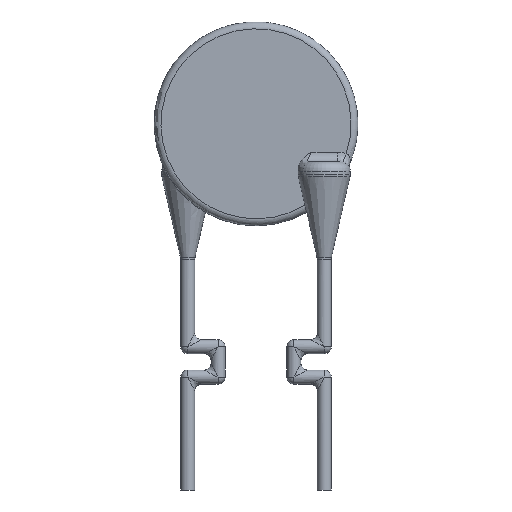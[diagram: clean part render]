
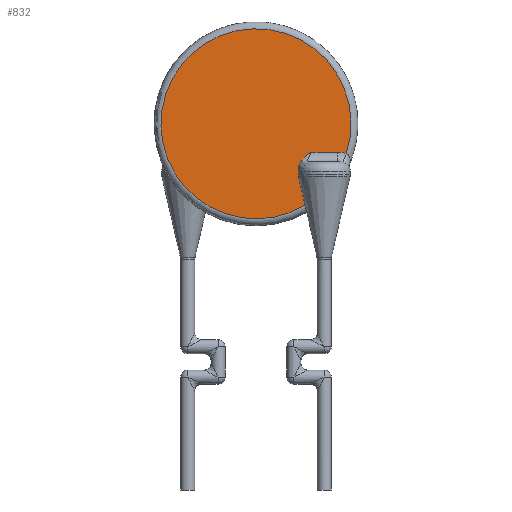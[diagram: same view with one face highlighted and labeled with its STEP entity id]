
A CAD part, front view. The second image highlights one B-rep face of the part: STEP entity #832.
In plain terms, the highlighted planar face has unit normal (0, -1, 0).
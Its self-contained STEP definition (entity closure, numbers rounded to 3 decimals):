
#52=LINE($,#1663,#60);
#53=LINE($,#1672,#61);
#54=LINE($,#1721,#62);
#60=VECTOR($,#1050,1.067);
#61=VECTOR($,#1061,0.204);
#62=VECTOR($,#1062,0.975);
#130=B_SPLINE_CURVE_WITH_KNOTS($,3,(#1674,#1675,#1676,#1677,#1678,#1679,
#1680,#1681,#1682,#1683,#1684,#1685,#1686,#1687,#1688,#1689,#1690,#1691,
#1692,#1693,#1694,#1695,#1696,#1697,#1698,#1699,#1700,#1701,#1702,#1703,
#1704,#1705,#1706,#1707,#1708,#1709,#1710,#1711,#1712,#1713,#1714,#1715,
#1716,#1717,#1718,#1719),.UNSPECIFIED.,.F.,.F.,(4,3,3,3,3,3,3,3,3,3,3,3,
3,3,3,4),(-0.107,-0.107,-0.106,-0.099,
-0.093,-0.088,-0.083,-0.078,
-0.072,-0.065,-0.057,-0.048,
-0.038,-0.026,-0.011,0.),
 .UNSPECIFIED.);
#131=B_SPLINE_CURVE_WITH_KNOTS($,3,(#1722,#1723,#1724,#1725,#1726,#1727,
#1728,#1729),.UNSPECIFIED.,.F.,.F.,(4,1,1,1,1,4),(0.,0.2,0.4,0.6,0.8,1.),
 .UNSPECIFIED.);
#177=FACE_OUTER_BOUND($,#246,.T.);
#246=EDGE_LOOP($,(#605,#606,#607,#608,#609,#610,#611));
#322=CIRCLE($,#907,3.45);
#328=CIRCLE($,#915,0.35);
#381=VERTEX_POINT($,#1398);
#382=VERTEX_POINT($,#1411);
#388=VERTEX_POINT($,#1661);
#390=VERTEX_POINT($,#1667);
#391=VERTEX_POINT($,#1671);
#392=VERTEX_POINT($,#1673);
#393=VERTEX_POINT($,#1720);
#459=EDGE_CURVE($,#382,#381,#322,.T.);
#469=EDGE_CURVE($,#381,#388,#52,.T.);
#472=EDGE_CURVE($,#388,#390,#328,.T.);
#473=EDGE_CURVE($,#390,#391,#53,.T.);
#474=EDGE_CURVE($,#392,#391,#130,.T.);
#475=EDGE_CURVE($,#393,#392,#54,.T.);
#476=EDGE_CURVE($,#393,#382,#131,.T.);
#605=ORIENTED_EDGE($,*,*,#473,.T.);
#606=ORIENTED_EDGE($,*,*,#474,.F.);
#607=ORIENTED_EDGE($,*,*,#475,.F.);
#608=ORIENTED_EDGE($,*,*,#476,.T.);
#609=ORIENTED_EDGE($,*,*,#459,.T.);
#610=ORIENTED_EDGE($,*,*,#469,.T.);
#611=ORIENTED_EDGE($,*,*,#472,.T.);
#815=PLANE($,#916);
#832=ADVANCED_FACE($,(#177),#815,.T.);
#907=AXIS2_PLACEMENT_3D($,#1412,#1040,#1041);
#915=AXIS2_PLACEMENT_3D($,#1669,#1057,#1058);
#916=AXIS2_PLACEMENT_3D($,#1670,#1059,#1060);
#1040=DIRECTION('center_axis',(0.,-1.,0.));
#1041=DIRECTION('ref_axis',(0.949,0.,-0.314));
#1050=DIRECTION($,(-0.226,0.,0.974));
#1057=DIRECTION('center_axis',(0.,1.,0.));
#1058=DIRECTION('ref_axis',(-0.974,0.,-0.226));
#1059=DIRECTION('center_axis',(0.,-1.,0.));
#1060=DIRECTION('ref_axis',(1.,0.,0.));
#1061=DIRECTION($,(0.,0.,1.));
#1062=DIRECTION($,(-1.,0.,0.));
#1398=CARTESIAN_POINT('',(1.778,-0.6,6.738));
#1411=CARTESIAN_POINT('',(3.276,-0.6,8.612));
#1412=CARTESIAN_POINT('Origin',(0.,-0.6,
9.695));
#1661=CARTESIAN_POINT('',(1.537,-0.6,7.778));
#1663=CARTESIAN_POINT($,(1.778,-0.6,6.738));
#1667=CARTESIAN_POINT('',(1.528,-0.6,7.857));
#1669=CARTESIAN_POINT('Origin',(1.878,-0.6,7.857));
#1670=CARTESIAN_POINT('Origin',(0.,-0.6,
9.695));
#1671=CARTESIAN_POINT('',(1.528,-0.6,8.061));
#1672=CARTESIAN_POINT($,(1.528,-0.6,7.857));
#1673=CARTESIAN_POINT('',(1.991,-0.6,8.667));
#1674=CARTESIAN_POINT('Ctrl Pts',(1.991,-0.6,8.667));
#1675=CARTESIAN_POINT('Ctrl Pts',(1.99,-0.6,8.666));
#1676=CARTESIAN_POINT('Ctrl Pts',(1.989,-0.6,8.666));
#1677=CARTESIAN_POINT('Ctrl Pts',(1.989,-0.6,8.665));
#1678=CARTESIAN_POINT('Ctrl Pts',(1.988,-0.6,8.665));
#1679=CARTESIAN_POINT('Ctrl Pts',(1.988,-0.6,8.664));
#1680=CARTESIAN_POINT('Ctrl Pts',(1.987,-0.6,8.664));
#1681=CARTESIAN_POINT('Ctrl Pts',(1.98,-0.6,8.656));
#1682=CARTESIAN_POINT('Ctrl Pts',(1.972,-0.6,8.649));
#1683=CARTESIAN_POINT('Ctrl Pts',(1.963,-0.6,8.641));
#1684=CARTESIAN_POINT('Ctrl Pts',(1.955,-0.6,8.634));
#1685=CARTESIAN_POINT('Ctrl Pts',(1.947,-0.6,8.627));
#1686=CARTESIAN_POINT('Ctrl Pts',(1.938,-0.6,8.619));
#1687=CARTESIAN_POINT('Ctrl Pts',(1.931,-0.6,8.613));
#1688=CARTESIAN_POINT('Ctrl Pts',(1.923,-0.6,8.606));
#1689=CARTESIAN_POINT('Ctrl Pts',(1.914,-0.6,8.6));
#1690=CARTESIAN_POINT('Ctrl Pts',(1.906,-0.6,8.594));
#1691=CARTESIAN_POINT('Ctrl Pts',(1.898,-0.6,8.587));
#1692=CARTESIAN_POINT('Ctrl Pts',(1.89,-0.6,8.581));
#1693=CARTESIAN_POINT('Ctrl Pts',(1.881,-0.6,8.574));
#1694=CARTESIAN_POINT('Ctrl Pts',(1.872,-0.6,8.568));
#1695=CARTESIAN_POINT('Ctrl Pts',(1.863,-0.6,8.561));
#1696=CARTESIAN_POINT('Ctrl Pts',(1.853,-0.6,8.553));
#1697=CARTESIAN_POINT('Ctrl Pts',(1.842,-0.6,8.545));
#1698=CARTESIAN_POINT('Ctrl Pts',(1.832,-0.6,8.538));
#1699=CARTESIAN_POINT('Ctrl Pts',(1.819,-0.6,8.528));
#1700=CARTESIAN_POINT('Ctrl Pts',(1.807,-0.6,8.519));
#1701=CARTESIAN_POINT('Ctrl Pts',(1.795,-0.6,8.51));
#1702=CARTESIAN_POINT('Ctrl Pts',(1.78,-0.6,8.499));
#1703=CARTESIAN_POINT('Ctrl Pts',(1.766,-0.6,8.487));
#1704=CARTESIAN_POINT('Ctrl Pts',(1.752,-0.6,8.476));
#1705=CARTESIAN_POINT('Ctrl Pts',(1.736,-0.6,8.462));
#1706=CARTESIAN_POINT('Ctrl Pts',(1.721,-0.6,8.448));
#1707=CARTESIAN_POINT('Ctrl Pts',(1.706,-0.6,8.434));
#1708=CARTESIAN_POINT('Ctrl Pts',(1.688,-0.6,8.417));
#1709=CARTESIAN_POINT('Ctrl Pts',(1.672,-0.6,8.4));
#1710=CARTESIAN_POINT('Ctrl Pts',(1.655,-0.6,8.38));
#1711=CARTESIAN_POINT('Ctrl Pts',(1.636,-0.6,8.358));
#1712=CARTESIAN_POINT('Ctrl Pts',(1.616,-0.6,8.332));
#1713=CARTESIAN_POINT('Ctrl Pts',(1.597,-0.6,8.301));
#1714=CARTESIAN_POINT('Ctrl Pts',(1.574,-0.6,8.263));
#1715=CARTESIAN_POINT('Ctrl Pts',(1.554,-0.6,8.216));
#1716=CARTESIAN_POINT('Ctrl Pts',(1.542,-0.6,8.168));
#1717=CARTESIAN_POINT('Ctrl Pts',(1.533,-0.6,8.133));
#1718=CARTESIAN_POINT('Ctrl Pts',(1.528,-0.6,8.097));
#1719=CARTESIAN_POINT('Ctrl Pts',(1.528,-0.6,8.061));
#1720=CARTESIAN_POINT('',(2.965,-0.6,8.667));
#1721=CARTESIAN_POINT($,(2.965,-0.6,8.667));
#1722=CARTESIAN_POINT('Ctrl Pts',(2.965,-0.6,8.667));
#1723=CARTESIAN_POINT('Ctrl Pts',(2.992,-0.6,8.667));
#1724=CARTESIAN_POINT('Ctrl Pts',(3.041,-0.6,8.665));
#1725=CARTESIAN_POINT('Ctrl Pts',(3.103,-0.6,8.658));
#1726=CARTESIAN_POINT('Ctrl Pts',(3.161,-0.6,8.647));
#1727=CARTESIAN_POINT('Ctrl Pts',(3.217,-0.6,8.633));
#1728=CARTESIAN_POINT('Ctrl Pts',(3.256,-0.6,8.62));
#1729=CARTESIAN_POINT('Ctrl Pts',(3.276,-0.6,8.612));
